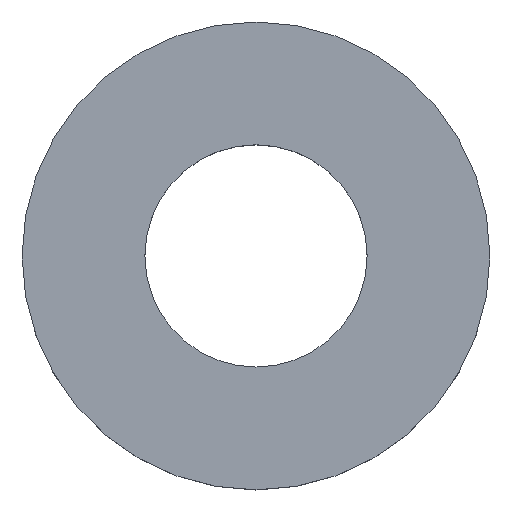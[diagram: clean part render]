
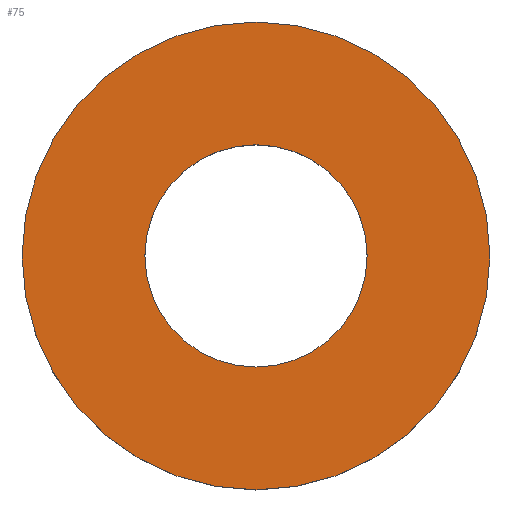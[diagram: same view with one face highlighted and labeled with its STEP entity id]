
A CAD part, top view. The second image highlights one B-rep face of the part: STEP entity #75.
In plain terms, the highlighted planar face has unit normal (0, 0, 1).
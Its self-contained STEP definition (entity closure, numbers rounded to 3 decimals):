
#51=EDGE_CURVE('',#101,#83,#121,.T.);
#65=VERTEX_POINT('',#138);
#69=EDGE_CURVE('',#83,#101,#143,.T.);
#75=ADVANCED_FACE('',(#150,#151),#152,.T.);
#79=EDGE_CURVE('',#65,#99,#156,.T.);
#83=VERTEX_POINT('',#160);
#93=EDGE_CURVE('',#99,#65,#170,.T.);
#99=VERTEX_POINT('',#177);
#101=VERTEX_POINT('',#179);
#121=CIRCLE('',#190,19.0);
#138=CARTESIAN_POINT('',(-40.0,0.,12.0));
#143=CIRCLE('',#214,19.0);
#150=FACE_OUTER_BOUND('',#223,.T.);
#151=FACE_BOUND('',#224,.T.);
#152=PLANE('',#225);
#156=CIRCLE('',#230,40.0);
#160=CARTESIAN_POINT('',(19.0,0.,12.0));
#170=CIRCLE('',#253,40.0);
#177=CARTESIAN_POINT('',(40.0,0.,12.0));
#179=CARTESIAN_POINT('',(-19.0,0.,12.0));
#190=AXIS2_PLACEMENT_3D('',#266,#267,#268);
#214=AXIS2_PLACEMENT_3D('',#300,#301,#302);
#223=EDGE_LOOP('',(#313,#314));
#224=EDGE_LOOP('',(#315,#316));
#225=AXIS2_PLACEMENT_3D('',#317,#318,#319);
#230=AXIS2_PLACEMENT_3D('',#320,#321,#322);
#253=AXIS2_PLACEMENT_3D('',#332,#333,#334);
#266=CARTESIAN_POINT('',(0.,0.,12.0));
#267=DIRECTION('',(0.0,0.0,-1.0));
#268=DIRECTION('',(1.0,0.,0.0));
#300=CARTESIAN_POINT('',(0.,0.,12.0));
#301=DIRECTION('',(0.0,0.0,-1.0));
#302=DIRECTION('',(1.0,0.,0.0));
#313=ORIENTED_EDGE('',*,*,#93,.F.);
#314=ORIENTED_EDGE('',*,*,#79,.F.);
#315=ORIENTED_EDGE('',*,*,#69,.T.);
#316=ORIENTED_EDGE('',*,*,#51,.T.);
#317=CARTESIAN_POINT('',(29.5,0.,12.0));
#318=DIRECTION('',(0.0,0.0,1.0));
#319=DIRECTION('',(1.0,0.0,0.0));
#320=CARTESIAN_POINT('',(0.,0.,12.0));
#321=DIRECTION('',(0.0,0.0,-1.0));
#322=DIRECTION('',(1.0,0.,0.0));
#332=CARTESIAN_POINT('',(0.,0.,12.0));
#333=DIRECTION('',(0.0,0.0,-1.0));
#334=DIRECTION('',(1.0,0.,0.0));
